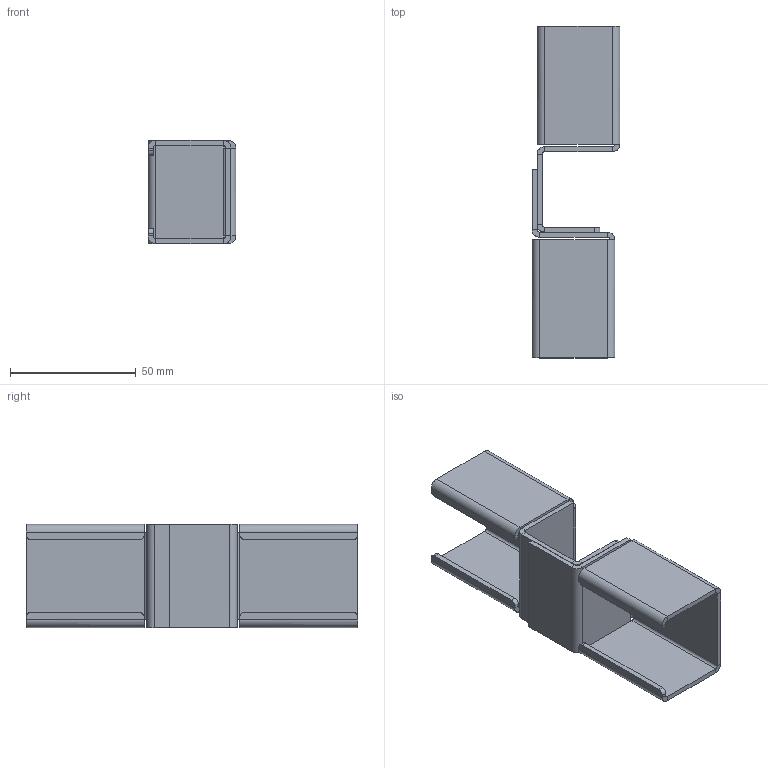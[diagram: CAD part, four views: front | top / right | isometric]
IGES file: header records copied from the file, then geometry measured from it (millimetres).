
Global section: file name: 350023; native system: Autodesk Inventor 2018; preprocessor: unknown; author: Swarna; date: 20190413.131606; units: millimetre
Bounding box: 35 x 132 x 41 mm (x, y, z)
Volume: 31904.5 mm3; surface area: 33762.1 mm2
Topology: 2 solids, 2 shells, 131 faces, 279 edges, 152 vertices
Faces by surface type: bspline 131
